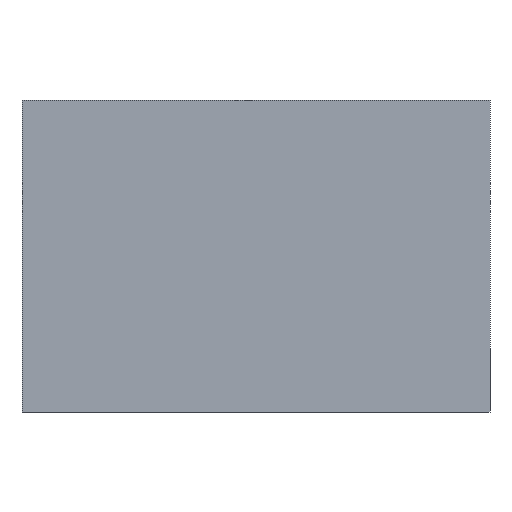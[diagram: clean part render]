
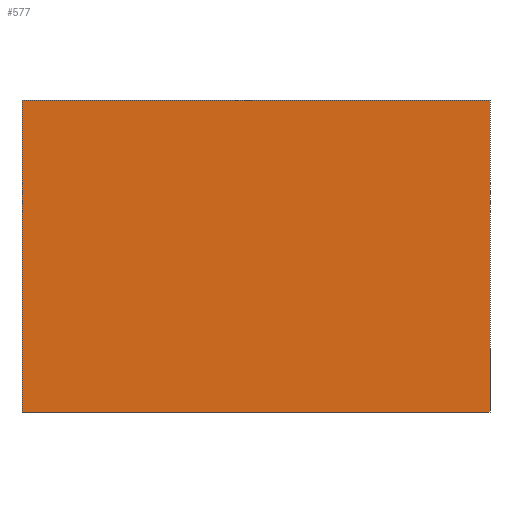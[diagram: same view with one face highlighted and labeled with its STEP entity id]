
A CAD part, front view. The second image highlights one B-rep face of the part: STEP entity #577.
In plain terms, the highlighted planar face has unit normal (0, -1, 0).
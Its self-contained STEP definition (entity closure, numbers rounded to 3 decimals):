
#93 = VERTEX_POINT('',#94);
#94 = CARTESIAN_POINT('',(-7.5,-5.,0.));
#100 = EDGE_CURVE('',#93,#101,#103,.T.);
#101 = VERTEX_POINT('',#102);
#102 = CARTESIAN_POINT('',(7.5,-5.,0.));
#103 = LINE('',#104,#105);
#104 = CARTESIAN_POINT('',(-7.5,-5.,0.));
#105 = VECTOR('',#106,1.);
#106 = DIRECTION('',(1.,0.,0.));
#253 = EDGE_CURVE('',#93,#254,#256,.T.);
#254 = VERTEX_POINT('',#255);
#255 = CARTESIAN_POINT('',(-7.5,-5.,10.));
#256 = LINE('',#257,#258);
#257 = CARTESIAN_POINT('',(-7.5,-5.,0.));
#258 = VECTOR('',#259,1.);
#259 = DIRECTION('',(0.,0.,1.));
#450 = EDGE_CURVE('',#451,#254,#453,.T.);
#451 = VERTEX_POINT('',#452);
#452 = CARTESIAN_POINT('',(7.5,-5.,10.));
#453 = LINE('',#454,#455);
#454 = CARTESIAN_POINT('',(7.5,-5.,10.));
#455 = VECTOR('',#456,1.);
#456 = DIRECTION('',(-1.,0.,0.));
#577 = ADVANCED_FACE('',(#578),#589,.T.);
#578 = FACE_BOUND('',#579,.T.);
#579 = EDGE_LOOP('',(#580,#581,#582,#588));
#580 = ORIENTED_EDGE('',*,*,#253,.F.);
#581 = ORIENTED_EDGE('',*,*,#100,.T.);
#582 = ORIENTED_EDGE('',*,*,#583,.T.);
#583 = EDGE_CURVE('',#101,#451,#584,.T.);
#584 = LINE('',#585,#586);
#585 = CARTESIAN_POINT('',(7.5,-5.,0.));
#586 = VECTOR('',#587,1.);
#587 = DIRECTION('',(0.,0.,1.));
#588 = ORIENTED_EDGE('',*,*,#450,.T.);
#589 = PLANE('',#590);
#590 = AXIS2_PLACEMENT_3D('',#591,#592,#593);
#591 = CARTESIAN_POINT('',(0.,-5.,5.));
#592 = DIRECTION('',(-0.,-1.,-0.));
#593 = DIRECTION('',(0.,0.,-1.));
